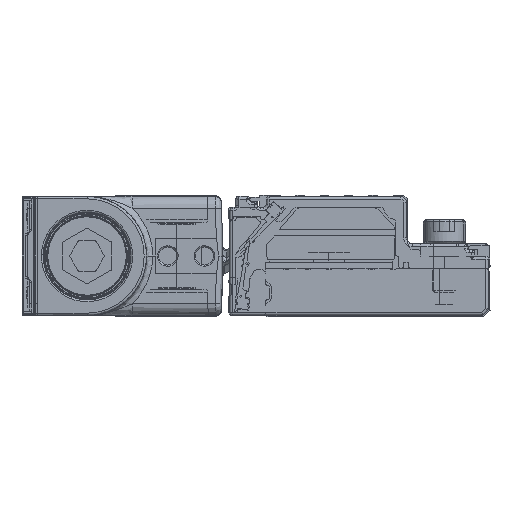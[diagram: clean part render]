
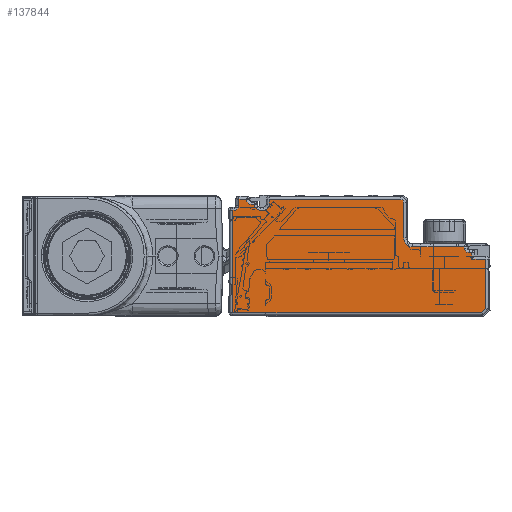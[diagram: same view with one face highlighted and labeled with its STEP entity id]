
A CAD part, left-side view. The second image highlights one B-rep face of the part: STEP entity #137844.
In plain terms, the highlighted planar face has unit normal (-1, 0, 0).
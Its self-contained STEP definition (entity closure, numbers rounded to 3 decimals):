
#137562=AXIS2_PLACEMENT_3D('Circle Axis2P3D',#137560,#137561,$) ;
#137701=AXIS2_PLACEMENT_3D('Plane Axis2P3D',#137698,#137699,#137700) ;
#137724=AXIS2_PLACEMENT_3D('Circle Axis2P3D',#137722,#137723,$) ;
#137738=AXIS2_PLACEMENT_3D('Circle Axis2P3D',#137736,#137737,$) ;
#137759=AXIS2_PLACEMENT_3D('Circle Axis2P3D',#137757,#137758,$) ;
#137773=AXIS2_PLACEMENT_3D('Circle Axis2P3D',#137771,#137772,$) ;
#137787=AXIS2_PLACEMENT_3D('Circle Axis2P3D',#137785,#137786,$) ;
#137808=AXIS2_PLACEMENT_3D('Circle Axis2P3D',#137806,#137807,$) ;
#134583=CARTESIAN_POINT('Vertex',(-1378.,42.3,-7.3)) ;
#134586=CARTESIAN_POINT('Line Origine',(-1378.,42.3,2.)) ;
#134590=CARTESIAN_POINT('Vertex',(-1378.,42.3,9.5)) ;
#134914=CARTESIAN_POINT('Vertex',(-1378.,1.407,-7.3)) ;
#134917=CARTESIAN_POINT('Line Origine',(-1378.,23.168,-7.3)) ;
#134954=CARTESIAN_POINT('Vertex',(-1378.,0.7,-6.593)) ;
#134957=CARTESIAN_POINT('Line Origine',(-1378.,-1.246,-4.646)) ;
#134994=CARTESIAN_POINT('Vertex',(-1378.,0.7,1.5)) ;
#134997=CARTESIAN_POINT('Line Origine',(-1378.,0.7,2.)) ;
#137477=CARTESIAN_POINT('Vertex',(-1378.,3.,2.5)) ;
#137533=CARTESIAN_POINT('Vertex',(-1378.,3.4,2.5)) ;
#137536=CARTESIAN_POINT('Line Origine',(-1378.,21.5,2.5)) ;
#137557=CARTESIAN_POINT('Vertex',(-1378.,4.2,3.3)) ;
#137560=CARTESIAN_POINT('Axis2P3D Location',(-1378.,3.4,3.3)) ;
#137683=CARTESIAN_POINT('Vertex',(-1378.,3.,1.5)) ;
#137686=CARTESIAN_POINT('Line Origine',(-1378.,21.5,1.5)) ;
#137698=CARTESIAN_POINT('Axis2P3D Location',(-1378.,0.2,-7.8)) ;
#137703=CARTESIAN_POINT('Line Origine',(-1378.,3.,2.)) ;
#137708=CARTESIAN_POINT('Line Origine',(-1378.,4.2,3.4)) ;
#137712=CARTESIAN_POINT('Vertex',(-1378.,4.2,3.5)) ;
#137715=CARTESIAN_POINT('Line Origine',(-1378.,8.45,3.5)) ;
#137719=CARTESIAN_POINT('Vertex',(-1378.,12.7,3.5)) ;
#137722=CARTESIAN_POINT('Axis2P3D Location',(-1378.,12.7,5.)) ;
#137726=CARTESIAN_POINT('Vertex',(-1378.,14.2,5.)) ;
#137729=CARTESIAN_POINT('Line Origine',(-1378.,14.2,7.9)) ;
#137733=CARTESIAN_POINT('Vertex',(-1378.,14.2,10.8)) ;
#137736=CARTESIAN_POINT('Axis2P3D Location',(-1378.,14.7,10.8)) ;
#137740=CARTESIAN_POINT('Vertex',(-1378.,14.7,11.3)) ;
#137743=CARTESIAN_POINT('Line Origine',(-1378.,25.5,11.3)) ;
#137747=CARTESIAN_POINT('Vertex',(-1378.,36.3,11.3)) ;
#137750=CARTESIAN_POINT('Line Origine',(-1378.,36.3,10.9)) ;
#137754=CARTESIAN_POINT('Vertex',(-1378.,36.3,10.5)) ;
#137757=CARTESIAN_POINT('Axis2P3D Location',(-1378.,37.3,10.5)) ;
#137761=CARTESIAN_POINT('Vertex',(-1378.,37.3,9.5)) ;
#137764=CARTESIAN_POINT('Line Origine',(-1378.,37.55,9.5)) ;
#137768=CARTESIAN_POINT('Vertex',(-1378.,37.8,9.5)) ;
#137771=CARTESIAN_POINT('Axis2P3D Location',(-1378.,37.8,10.5)) ;
#137775=CARTESIAN_POINT('Vertex',(-1378.,38.8,10.5)) ;
#137778=CARTESIAN_POINT('Line Origine',(-1378.,39.05,10.5)) ;
#137782=CARTESIAN_POINT('Vertex',(-1378.,39.3,10.5)) ;
#137785=CARTESIAN_POINT('Axis2P3D Location',(-1378.,39.3,11.3)) ;
#137789=CARTESIAN_POINT('Vertex',(-1378.,40.1,11.3)) ;
#137792=CARTESIAN_POINT('Line Origine',(-1378.,40.7,11.3)) ;
#137796=CARTESIAN_POINT('Vertex',(-1378.,41.3,11.3)) ;
#137799=CARTESIAN_POINT('Line Origine',(-1378.,41.3,10.8)) ;
#137803=CARTESIAN_POINT('Vertex',(-1378.,41.3,10.3)) ;
#137806=CARTESIAN_POINT('Axis2P3D Location',(-1378.,42.1,10.3)) ;
#137810=CARTESIAN_POINT('Vertex',(-1378.,42.1,9.5)) ;
#137813=CARTESIAN_POINT('Line Origine',(-1378.,42.2,9.5)) ;
#134587=DIRECTION('Vector Direction',(0.,0.,1.)) ;
#134918=DIRECTION('Vector Direction',(0.,1.,0.)) ;
#134958=DIRECTION('Vector Direction',(0.,0.707,-0.707)) ;
#134998=DIRECTION('Vector Direction',(0.,0.,-1.)) ;
#137537=DIRECTION('Vector Direction',(0.,-1.,0.)) ;
#137561=DIRECTION('Axis2P3D Direction',(1.,0.,0.)) ;
#137687=DIRECTION('Vector Direction',(0.,-1.,0.)) ;
#137699=DIRECTION('Axis2P3D Direction',(-1.,0.,0.)) ;
#137700=DIRECTION('Axis2P3D XDirection',(0.,0.,1.)) ;
#137704=DIRECTION('Vector Direction',(0.,0.,1.)) ;
#137709=DIRECTION('Vector Direction',(0.,0.,-1.)) ;
#137716=DIRECTION('Vector Direction',(0.,1.,0.)) ;
#137723=DIRECTION('Axis2P3D Direction',(-1.,0.,0.)) ;
#137730=DIRECTION('Vector Direction',(0.,0.,1.)) ;
#137737=DIRECTION('Axis2P3D Direction',(-1.,0.,0.)) ;
#137744=DIRECTION('Vector Direction',(0.,1.,0.)) ;
#137751=DIRECTION('Vector Direction',(0.,0.,-1.)) ;
#137758=DIRECTION('Axis2P3D Direction',(-1.,0.,0.)) ;
#137765=DIRECTION('Vector Direction',(0.,1.,0.)) ;
#137772=DIRECTION('Axis2P3D Direction',(-1.,0.,0.)) ;
#137779=DIRECTION('Vector Direction',(0.,-1.,0.)) ;
#137786=DIRECTION('Axis2P3D Direction',(-1.,0.,0.)) ;
#137793=DIRECTION('Vector Direction',(0.,1.,0.)) ;
#137800=DIRECTION('Vector Direction',(0.,0.,-1.)) ;
#137807=DIRECTION('Axis2P3D Direction',(-1.,0.,0.)) ;
#137814=DIRECTION('Vector Direction',(0.,1.,0.)) ;
#134588=VECTOR('Line Direction',#134587,1.) ;
#134919=VECTOR('Line Direction',#134918,1.) ;
#134959=VECTOR('Line Direction',#134958,1.) ;
#134999=VECTOR('Line Direction',#134998,1.) ;
#137538=VECTOR('Line Direction',#137537,1.) ;
#137688=VECTOR('Line Direction',#137687,1.) ;
#137705=VECTOR('Line Direction',#137704,1.) ;
#137710=VECTOR('Line Direction',#137709,1.) ;
#137717=VECTOR('Line Direction',#137716,1.) ;
#137731=VECTOR('Line Direction',#137730,1.) ;
#137745=VECTOR('Line Direction',#137744,1.) ;
#137752=VECTOR('Line Direction',#137751,1.) ;
#137766=VECTOR('Line Direction',#137765,1.) ;
#137780=VECTOR('Line Direction',#137779,1.) ;
#137794=VECTOR('Line Direction',#137793,1.) ;
#137801=VECTOR('Line Direction',#137800,1.) ;
#137815=VECTOR('Line Direction',#137814,1.) ;
#137819=ORIENTED_EDGE('',*,*,#137707,.T.) ;
#137820=ORIENTED_EDGE('',*,*,#137540,.T.) ;
#137821=ORIENTED_EDGE('',*,*,#137564,.T.) ;
#137822=ORIENTED_EDGE('',*,*,#137714,.T.) ;
#137823=ORIENTED_EDGE('',*,*,#137721,.T.) ;
#137824=ORIENTED_EDGE('',*,*,#137728,.T.) ;
#137825=ORIENTED_EDGE('',*,*,#137735,.T.) ;
#137826=ORIENTED_EDGE('',*,*,#137742,.T.) ;
#137827=ORIENTED_EDGE('',*,*,#137749,.T.) ;
#137828=ORIENTED_EDGE('',*,*,#137756,.T.) ;
#137829=ORIENTED_EDGE('',*,*,#137763,.T.) ;
#137830=ORIENTED_EDGE('',*,*,#137770,.T.) ;
#137831=ORIENTED_EDGE('',*,*,#137777,.T.) ;
#137832=ORIENTED_EDGE('',*,*,#137784,.T.) ;
#137833=ORIENTED_EDGE('',*,*,#137791,.T.) ;
#137834=ORIENTED_EDGE('',*,*,#137798,.T.) ;
#137835=ORIENTED_EDGE('',*,*,#137805,.T.) ;
#137836=ORIENTED_EDGE('',*,*,#137812,.T.) ;
#137837=ORIENTED_EDGE('',*,*,#137817,.T.) ;
#137838=ORIENTED_EDGE('',*,*,#134592,.T.) ;
#137839=ORIENTED_EDGE('',*,*,#134921,.T.) ;
#137840=ORIENTED_EDGE('',*,*,#134961,.T.) ;
#137841=ORIENTED_EDGE('',*,*,#135001,.T.) ;
#137842=ORIENTED_EDGE('',*,*,#137690,.T.) ;
#137844=ADVANCED_FACE('\X2\FF8AFF9FFF70FF82\X0\ \X2\FF8EFF9EFF83FF9EFF68FF70\X0\',(#137843),#137702,.T.) ;
#137563=CIRCLE('generated circle',#137562,0.8) ;
#137725=CIRCLE('generated circle',#137724,1.5) ;
#137739=CIRCLE('generated circle',#137738,0.5) ;
#137760=CIRCLE('generated circle',#137759,1.) ;
#137774=CIRCLE('generated circle',#137773,1.) ;
#137788=CIRCLE('generated circle',#137787,0.8) ;
#137809=CIRCLE('generated circle',#137808,0.8) ;
#134592=EDGE_CURVE('',#134591,#134584,#134589,.F.) ;
#134921=EDGE_CURVE('',#134584,#134915,#134920,.F.) ;
#134961=EDGE_CURVE('',#134915,#134955,#134960,.F.) ;
#135001=EDGE_CURVE('',#134955,#134995,#135000,.F.) ;
#137540=EDGE_CURVE('',#137478,#137534,#137539,.F.) ;
#137564=EDGE_CURVE('',#137534,#137558,#137563,.T.) ;
#137690=EDGE_CURVE('',#134995,#137684,#137689,.F.) ;
#137707=EDGE_CURVE('',#137684,#137478,#137706,.T.) ;
#137714=EDGE_CURVE('',#137558,#137713,#137711,.F.) ;
#137721=EDGE_CURVE('',#137713,#137720,#137718,.T.) ;
#137728=EDGE_CURVE('',#137720,#137727,#137725,.F.) ;
#137735=EDGE_CURVE('',#137727,#137734,#137732,.T.) ;
#137742=EDGE_CURVE('',#137734,#137741,#137739,.T.) ;
#137749=EDGE_CURVE('',#137741,#137748,#137746,.T.) ;
#137756=EDGE_CURVE('',#137748,#137755,#137753,.T.) ;
#137763=EDGE_CURVE('',#137755,#137762,#137760,.F.) ;
#137770=EDGE_CURVE('',#137762,#137769,#137767,.T.) ;
#137777=EDGE_CURVE('',#137769,#137776,#137774,.F.) ;
#137784=EDGE_CURVE('',#137776,#137783,#137781,.F.) ;
#137791=EDGE_CURVE('',#137783,#137790,#137788,.F.) ;
#137798=EDGE_CURVE('',#137790,#137797,#137795,.T.) ;
#137805=EDGE_CURVE('',#137797,#137804,#137802,.T.) ;
#137812=EDGE_CURVE('',#137804,#137811,#137809,.F.) ;
#137817=EDGE_CURVE('',#137811,#134591,#137816,.T.) ;
#137818=EDGE_LOOP('',(#137819,#137820,#137821,#137822,#137823,#137824,#137825,#137826,#137827,#137828,#137829,#137830,#137831,#137832,#137833,#137834,#137835,#137836,#137837,#137838,#137839,#137840,#137841,#137842)) ;
#137843=FACE_OUTER_BOUND('',#137818,.T.) ;
#134589=LINE('Line',#134586,#134588) ;
#134920=LINE('Line',#134917,#134919) ;
#134960=LINE('Line',#134957,#134959) ;
#135000=LINE('Line',#134997,#134999) ;
#137539=LINE('Line',#137536,#137538) ;
#137689=LINE('Line',#137686,#137688) ;
#137706=LINE('Line',#137703,#137705) ;
#137711=LINE('Line',#137708,#137710) ;
#137718=LINE('Line',#137715,#137717) ;
#137732=LINE('Line',#137729,#137731) ;
#137746=LINE('Line',#137743,#137745) ;
#137753=LINE('Line',#137750,#137752) ;
#137767=LINE('Line',#137764,#137766) ;
#137781=LINE('Line',#137778,#137780) ;
#137795=LINE('Line',#137792,#137794) ;
#137802=LINE('Line',#137799,#137801) ;
#137816=LINE('Line',#137813,#137815) ;
#137702=PLANE('',#137701) ;
#134584=VERTEX_POINT('',#134583) ;
#134591=VERTEX_POINT('',#134590) ;
#134915=VERTEX_POINT('',#134914) ;
#134955=VERTEX_POINT('',#134954) ;
#134995=VERTEX_POINT('',#134994) ;
#137478=VERTEX_POINT('',#137477) ;
#137534=VERTEX_POINT('',#137533) ;
#137558=VERTEX_POINT('',#137557) ;
#137684=VERTEX_POINT('',#137683) ;
#137713=VERTEX_POINT('',#137712) ;
#137720=VERTEX_POINT('',#137719) ;
#137727=VERTEX_POINT('',#137726) ;
#137734=VERTEX_POINT('',#137733) ;
#137741=VERTEX_POINT('',#137740) ;
#137748=VERTEX_POINT('',#137747) ;
#137755=VERTEX_POINT('',#137754) ;
#137762=VERTEX_POINT('',#137761) ;
#137769=VERTEX_POINT('',#137768) ;
#137776=VERTEX_POINT('',#137775) ;
#137783=VERTEX_POINT('',#137782) ;
#137790=VERTEX_POINT('',#137789) ;
#137797=VERTEX_POINT('',#137796) ;
#137804=VERTEX_POINT('',#137803) ;
#137811=VERTEX_POINT('',#137810) ;
